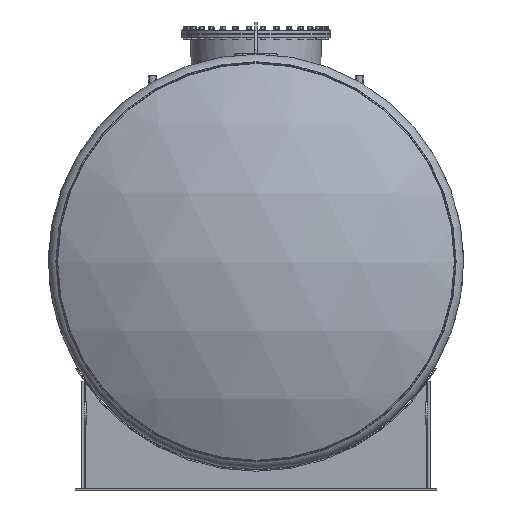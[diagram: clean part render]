
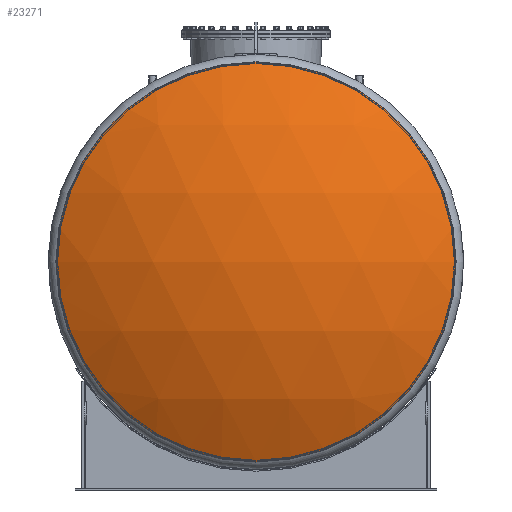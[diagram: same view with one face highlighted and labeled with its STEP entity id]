
A CAD part, front view. The second image highlights one B-rep face of the part: STEP entity #23271.
In plain terms, the highlighted spherical face has radius 2011 mm.
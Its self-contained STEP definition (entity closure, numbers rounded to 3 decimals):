
#1150=SPHERICAL_SURFACE('',#25165,2011.);
#2585=FACE_OUTER_BOUND('',#4102,.T.);
#4102=EDGE_LOOP('',(#15781));
#8637=CIRCLE('',#25163,967.72);
#9868=VERTEX_POINT('',#35573);
#12074=EDGE_CURVE('',#9868,#9868,#8637,.T.);
#15781=ORIENTED_EDGE('',*,*,#12074,.T.);
#23271=ADVANCED_FACE('',(#2585),#1150,.T.);
#25163=AXIS2_PLACEMENT_3D('',#35574,#28351,#28352);
#25165=AXIS2_PLACEMENT_3D('',#35576,#28355,#28356);
#28351=DIRECTION('center_axis',(0.,-1.,0.));
#28352=DIRECTION('ref_axis',(-1.,0.,0.));
#28355=DIRECTION('center_axis',(0.,0.,-1.));
#28356=DIRECTION('ref_axis',(-1.,0.,0.));
#35573=CARTESIAN_POINT('',(0.,-1636.804,-967.72));
#35574=CARTESIAN_POINT('Origin',(0.,-1636.804,
0.));
#35576=CARTESIAN_POINT('Origin',(0.,126.046,
0.));
